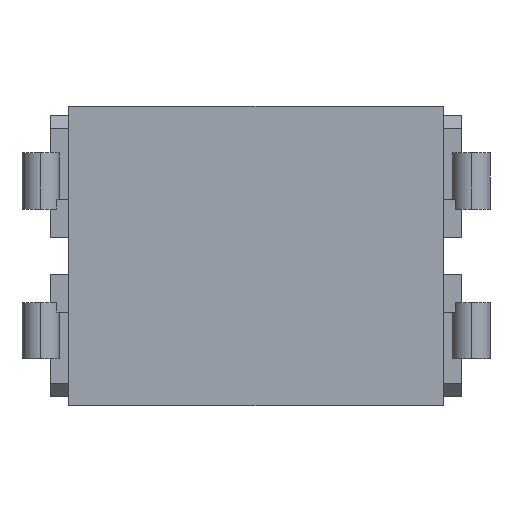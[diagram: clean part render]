
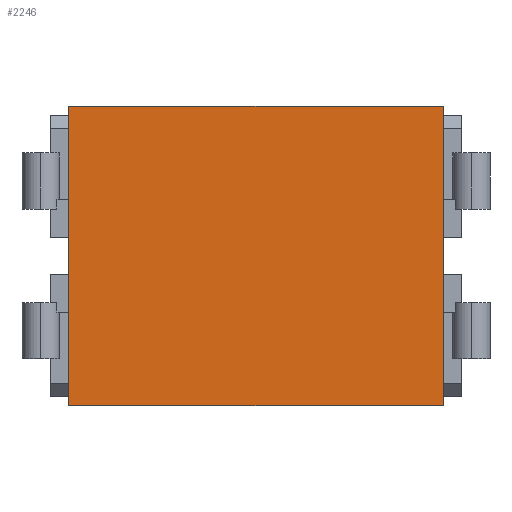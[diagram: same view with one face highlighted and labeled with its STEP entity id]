
A CAD part, top view. The second image highlights one B-rep face of the part: STEP entity #2246.
In plain terms, the highlighted planar face has unit normal (0, 0, 1).
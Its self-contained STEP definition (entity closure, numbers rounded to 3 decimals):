
#1651 = VERTEX_POINT('',#1652);
#1652 = CARTESIAN_POINT('',(-2.,-1.6,3.));
#1658 = EDGE_CURVE('',#1651,#1659,#1661,.T.);
#1659 = VERTEX_POINT('',#1660);
#1660 = CARTESIAN_POINT('',(-2.,1.6,3.));
#1661 = LINE('',#1662,#1663);
#1662 = CARTESIAN_POINT('',(-2.,0.,3.));
#1663 = VECTOR('',#1664,1.);
#1664 = DIRECTION('',(0.,1.,0.));
#2228 = VERTEX_POINT('',#2229);
#2229 = CARTESIAN_POINT('',(2.,-1.6,3.));
#2235 = EDGE_CURVE('',#2228,#1651,#2236,.T.);
#2236 = LINE('',#2237,#2238);
#2237 = CARTESIAN_POINT('',(0.,-1.6,3.));
#2238 = VECTOR('',#2239,1.);
#2239 = DIRECTION('',(-1.,0.,0.));
#2246 = ADVANCED_FACE('',(#2247),#2265,.F.);
#2247 = FACE_BOUND('',#2248,.T.);
#2248 = EDGE_LOOP('',(#2249,#2250,#2258,#2264));
#2249 = ORIENTED_EDGE('',*,*,#2235,.F.);
#2250 = ORIENTED_EDGE('',*,*,#2251,.T.);
#2251 = EDGE_CURVE('',#2228,#2252,#2254,.T.);
#2252 = VERTEX_POINT('',#2253);
#2253 = CARTESIAN_POINT('',(2.,1.6,3.));
#2254 = LINE('',#2255,#2256);
#2255 = CARTESIAN_POINT('',(2.,0.,3.));
#2256 = VECTOR('',#2257,1.);
#2257 = DIRECTION('',(0.,1.,0.));
#2258 = ORIENTED_EDGE('',*,*,#2259,.T.);
#2259 = EDGE_CURVE('',#2252,#1659,#2260,.T.);
#2260 = LINE('',#2261,#2262);
#2261 = CARTESIAN_POINT('',(0.,1.6,3.));
#2262 = VECTOR('',#2263,1.);
#2263 = DIRECTION('',(-1.,0.,0.));
#2264 = ORIENTED_EDGE('',*,*,#1658,.F.);
#2265 = PLANE('',#2266);
#2266 = AXIS2_PLACEMENT_3D('',#2267,#2268,#2269);
#2267 = CARTESIAN_POINT('',(0.,0.,3.));
#2268 = DIRECTION('',(0.,0.,-1.));
#2269 = DIRECTION('',(0.,-1.,0.));
